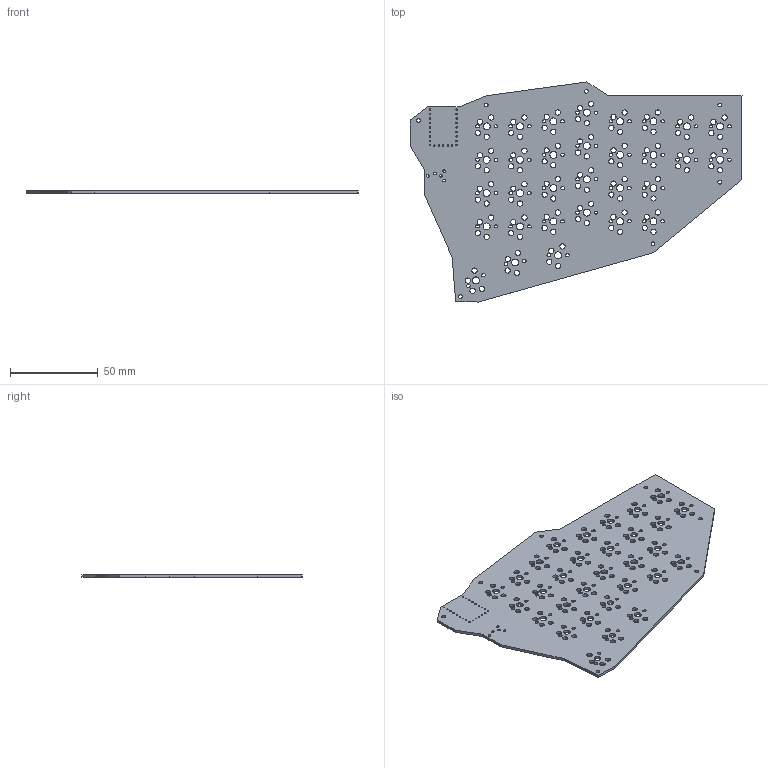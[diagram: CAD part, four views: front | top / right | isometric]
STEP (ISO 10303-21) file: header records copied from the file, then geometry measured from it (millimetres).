
FILE_DESCRIPTION(('KiCad electronic assembly'),'2;1');
FILE_NAME('cake31-right.step','2025-10-28T10:34:33',('Pcbnew'),('Kicad') ,'Open CASCADE STEP processor 7.9','KiCad to STEP converter','Unknown' );
FILE_SCHEMA(('AUTOMOTIVE_DESIGN { 1 0 10303 214 1 1 1 1 }'));
Length unit declared in the file: millimetre
Products named in the file (2): cake31-right 1; cake31-right_PCB
Assembly tree (1 placements, depth 2):
  cake31-right 1
    cake31-right_PCB
Bounding box: 189.65 x 125.7 x 1.51 mm (x, y, z)
Volume: 23527.6 mm3; surface area: 35099.8 mm2
Topology: 1 solids, 1 shells, 462 faces, 1380 edges, 920 vertices
Faces by surface type: cylinder 439, plane 23
Full cylindrical faces by diameter (mm): 0.8 x23, 1.5 x2, 2.2 x7, 3 x124, 3.988 x31
Entity records: 17127 total; most frequent: DIRECTION 3186, CARTESIAN_POINT 2764, ORIENTED_EDGE 2760, EDGE_CURVE 1380, AXIS2_PLACEMENT_3D 1342, FACE_BOUND 966, EDGE_LOOP 966, VERTEX_POINT 920
